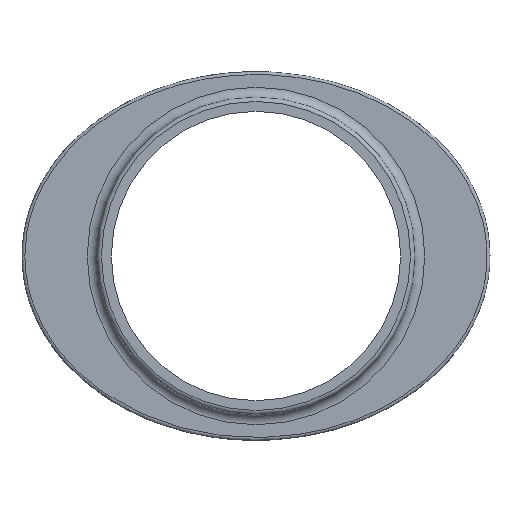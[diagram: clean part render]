
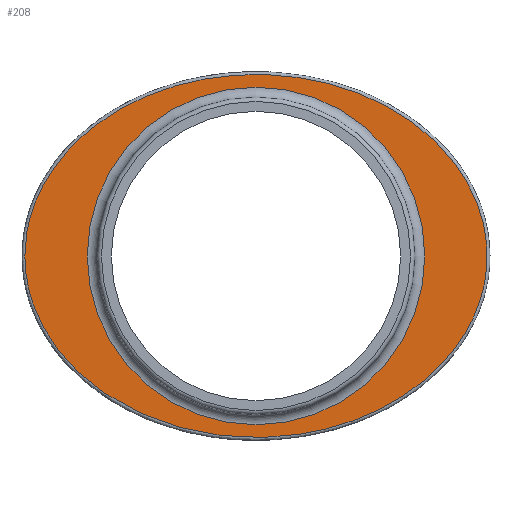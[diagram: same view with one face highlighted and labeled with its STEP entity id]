
A CAD part, front view. The second image highlights one B-rep face of the part: STEP entity #208.
In plain terms, the highlighted planar face has unit normal (0, -1, 0).
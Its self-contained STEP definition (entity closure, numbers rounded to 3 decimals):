
#27=FACE_BOUND('',#64,.T.);
#31=PLANE('',#261);
#48=FACE_OUTER_BOUND('',#63,.T.);
#63=EDGE_LOOP('',(#159));
#64=EDGE_LOOP('',(#160));
#82=B_SPLINE_CURVE_WITH_KNOTS('',3,(#483,#484,#485,#486,#487,#488,#489,
#490,#491,#492,#493,#494,#495,#496,#497,#498,#499,#500,#501),
 .UNSPECIFIED.,.T.,.F.,(4,1,1,1,1,1,1,1,1,1,1,1,1,1,1,1,4),(0.,
0.224,0.449,0.898,1.496,
1.795,2.394,2.693,2.992,3.291,
3.59,4.189,4.488,5.386,5.834,
6.059,6.283),.UNSPECIFIED.);
#87=CIRCLE('',#262,11.9);
#103=VERTEX_POINT('',#456);
#108=VERTEX_POINT('',#546);
#123=EDGE_CURVE('',#103,#103,#82,.T.);
#127=EDGE_CURVE('',#108,#108,#87,.T.);
#159=ORIENTED_EDGE('',*,*,#123,.F.);
#160=ORIENTED_EDGE('',*,*,#127,.F.);
#208=ADVANCED_FACE('',(#48,#27),#31,.T.);
#261=AXIS2_PLACEMENT_3D('',#545,#297,#298);
#262=AXIS2_PLACEMENT_3D('',#547,#299,#300);
#297=DIRECTION('center_axis',(0.,-1.,0.));
#298=DIRECTION('ref_axis',(0.,0.,-1.));
#299=DIRECTION('center_axis',(0.,-1.,0.));
#300=DIRECTION('ref_axis',(0.,0.,-1.));
#456=CARTESIAN_POINT('',(-16.3,3.,0.));
#483=CARTESIAN_POINT('Ctrl Pts',(-16.3,3.,0.));
#484=CARTESIAN_POINT('Ctrl Pts',(-16.3,3.,1.092));
#485=CARTESIAN_POINT('Ctrl Pts',(-15.938,3.,3.273));
#486=CARTESIAN_POINT('Ctrl Pts',(-13.914,3.,7.21));
#487=CARTESIAN_POINT('Ctrl Pts',(-9.055,3.,11.289));
#488=CARTESIAN_POINT('Ctrl Pts',(-2.553,3.,12.996));
#489=CARTESIAN_POINT('Ctrl Pts',(4.738,3.,12.622));
#490=CARTESIAN_POINT('Ctrl Pts',(10.337,3.,10.457));
#491=CARTESIAN_POINT('Ctrl Pts',(14.518,3.,6.292));
#492=CARTESIAN_POINT('Ctrl Pts',(16.372,3.,2.238));
#493=CARTESIAN_POINT('Ctrl Pts',(16.382,3.,-2.237));
#494=CARTESIAN_POINT('Ctrl Pts',(13.877,3.,-7.65));
#495=CARTESIAN_POINT('Ctrl Pts',(8.927,3.,-11.165));
#496=CARTESIAN_POINT('Ctrl Pts',(0.478,3.,-13.449));
#497=CARTESIAN_POINT('Ctrl Pts',(-7.899,3.,-12.239));
#498=CARTESIAN_POINT('Ctrl Pts',(-13.918,3.,-7.212));
#499=CARTESIAN_POINT('Ctrl Pts',(-15.937,3.,-3.272));
#500=CARTESIAN_POINT('Ctrl Pts',(-16.3,3.,-1.092));
#501=CARTESIAN_POINT('Ctrl Pts',(-16.3,3.,0.));
#545=CARTESIAN_POINT('Origin',(0.,3.,16.5));
#546=CARTESIAN_POINT('',(0.,3.,-11.9));
#547=CARTESIAN_POINT('Origin',(0.,3.,0.));
